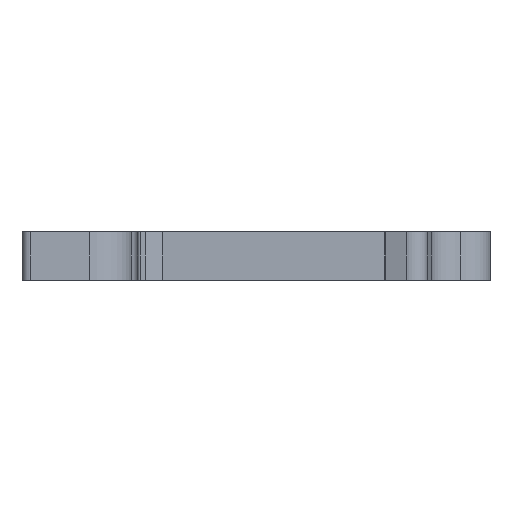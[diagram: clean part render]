
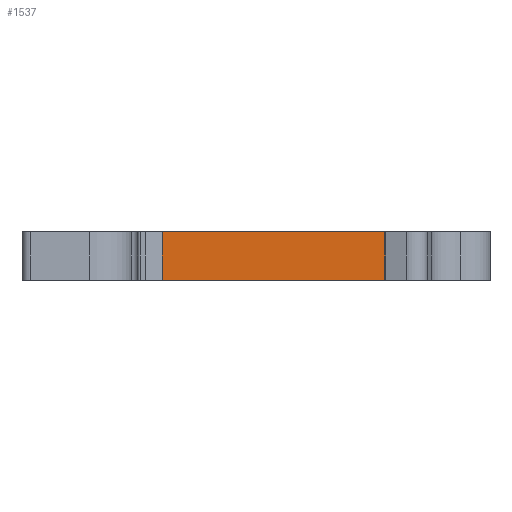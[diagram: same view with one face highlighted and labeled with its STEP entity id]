
A CAD part, front view. The second image highlights one B-rep face of the part: STEP entity #1537.
In plain terms, the highlighted planar face has unit normal (0, -1, 0).
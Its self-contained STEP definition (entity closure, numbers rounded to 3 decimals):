
#1 = VERTEX_POINT ( 'NONE', #9947 ) ;
#73 = EDGE_CURVE ( 'NONE', #5856, #9565, #7958, .T. ) ;
#294 = CARTESIAN_POINT ( 'NONE',  ( -9.209, -23.328, 5.249 ) ) ;
#377 = DIRECTION ( 'NONE',  ( 1., 0., 0. ) ) ;
#378 = DIRECTION ( 'NONE',  ( 0., 1., 0. ) ) ;
#898 = DIRECTION ( 'NONE',  ( 0., 0., -1. ) ) ;
#1127 = EDGE_CURVE ( 'NONE', #1, #2949, #6937, .T. ) ;
#1408 = EDGE_CURVE ( 'NONE', #2949, #9565, #9380, .T. ) ;
#1537 = ADVANCED_FACE ( 'NONE', ( #5820 ), #3600, .F. ) ;
#1711 = VECTOR ( 'NONE', #377, 1000. ) ;
#2758 = ORIENTED_EDGE ( 'NONE', *, *, #1127, .F. ) ;
#2949 = VERTEX_POINT ( 'NONE', #4993 ) ;
#3600 = PLANE ( 'NONE',  #5312 ) ;
#3675 = DIRECTION ( 'NONE',  ( -1., 0., 0. ) ) ;
#3958 = EDGE_LOOP ( 'NONE', ( #6735, #10680, #2758, #9646 ) ) ;
#4335 = VECTOR ( 'NONE', #898, 1000. ) ;
#4993 = CARTESIAN_POINT ( 'NONE',  ( 19.117, -23.328, 5.249 ) ) ;
#5312 = AXIS2_PLACEMENT_3D ( 'NONE', #294, #378, #3675 ) ;
#5776 = CARTESIAN_POINT ( 'NONE',  ( -9.209, -23.328, -0.751 ) ) ;
#5820 = FACE_OUTER_BOUND ( 'NONE', #3958, .T. ) ;
#5856 = VERTEX_POINT ( 'NONE', #5776 ) ;
#6059 = CARTESIAN_POINT ( 'NONE',  ( -9.209, -23.328, 5.249 ) ) ;
#6735 = ORIENTED_EDGE ( 'NONE', *, *, #73, .T. ) ;
#6937 = LINE ( 'NONE', #8997, #1711 ) ;
#7958 = LINE ( 'NONE', #8250, #10308 ) ;
#8007 = DIRECTION ( 'NONE',  ( 0., 0., -1. ) ) ;
#8250 = CARTESIAN_POINT ( 'NONE',  ( -9.209, -23.328, -0.751 ) ) ;
#8527 = EDGE_CURVE ( 'NONE', #1, #5856, #8918, .T. ) ;
#8541 = VECTOR ( 'NONE', #8007, 1000. ) ;
#8918 = LINE ( 'NONE', #6059, #4335 ) ;
#8997 = CARTESIAN_POINT ( 'NONE',  ( -9.209, -23.328, 5.249 ) ) ;
#9325 = CARTESIAN_POINT ( 'NONE',  ( 19.117, -23.328, -0.751 ) ) ;
#9380 = LINE ( 'NONE', #10676, #8541 ) ;
#9565 = VERTEX_POINT ( 'NONE', #9325 ) ;
#9646 = ORIENTED_EDGE ( 'NONE', *, *, #8527, .T. ) ;
#9675 = DIRECTION ( 'NONE',  ( 1., 0., 0. ) ) ;
#9947 = CARTESIAN_POINT ( 'NONE',  ( -9.209, -23.328, 5.249 ) ) ;
#10308 = VECTOR ( 'NONE', #9675, 1000. ) ;
#10676 = CARTESIAN_POINT ( 'NONE',  ( 19.117, -23.328, 5.249 ) ) ;
#10680 = ORIENTED_EDGE ( 'NONE', *, *, #1408, .F. ) ;
